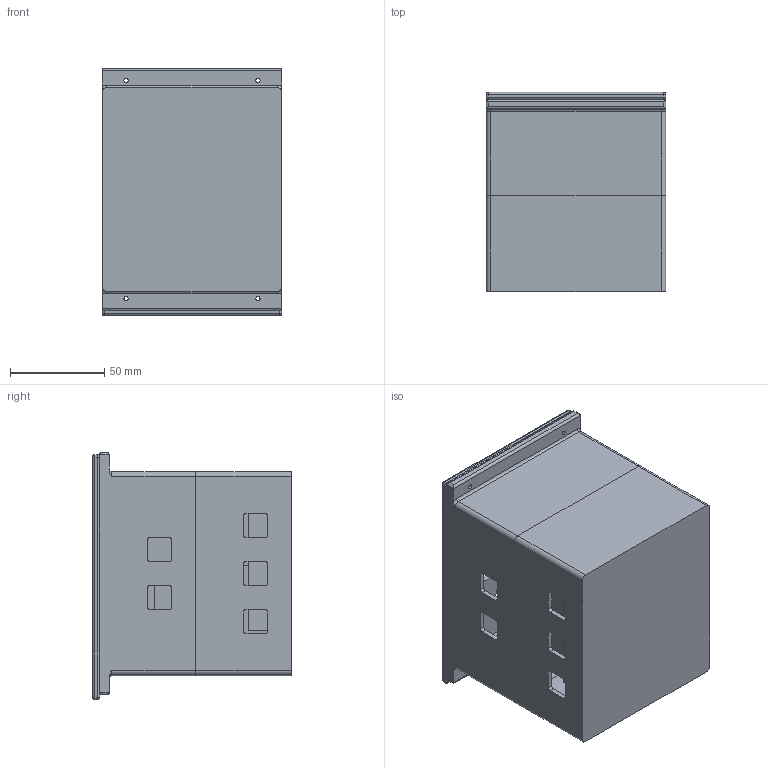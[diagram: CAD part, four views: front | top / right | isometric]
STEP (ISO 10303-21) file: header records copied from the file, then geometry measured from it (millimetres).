
FILE_DESCRIPTION(/* description */ (''),/* implementation_level */ '2;1');
FILE_NAME(/* name */ 'Switch Box.step',/* time_stamp */ '2023-12-14T15:29:58-05:00',/* author */ (''),/* organization */ (''),/* preprocessor_version */ 'ST-DEVELOPER v20',/* originating_system */ 'Autodesk Translation Framework v12.14.0.127',/* authorisation */ '');
FILE_SCHEMA (('AUTOMOTIVE_DESIGN { 1 0 10303 214 3 1 1 }'));
Length unit declared in the file: inch
Products named in the file (5): Switch Casing; Power Supply Board; LED Board; Switch Board; Component1
Assembly tree (4 placements, depth 2):
  Switch Casing
    Power Supply Board
    LED Board
    Switch Board
    Component1
Bounding box: 95.25 x 105.41 x 130.81 mm (x, y, z)
Volume: 419339.9 mm3; surface area: 163125.6 mm2
Topology: 6 solids, 6 shells, 223 faces, 581 edges, 372 vertices
Faces by surface type: cylinder 109, plane 93, cone 9, sphere 8, torus 4
Full cylindrical faces by diameter (mm): 1.567 x3, 1.587 x3, 2.261 x10, 2.845 x4, 3.175 x6, 5 x6, 21.59 x6
Entity records: 7103 total; most frequent: DIRECTION 1246, CARTESIAN_POINT 1196, ORIENTED_EDGE 1144, EDGE_CURVE 572, AXIS2_PLACEMENT_3D 446, VERTEX_POINT 372, LINE 354, VECTOR 354
